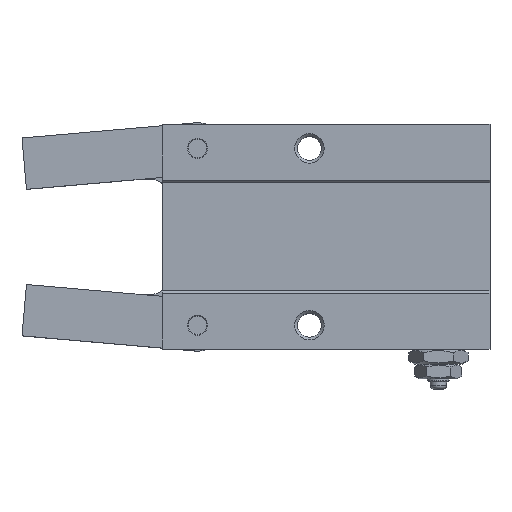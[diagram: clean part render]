
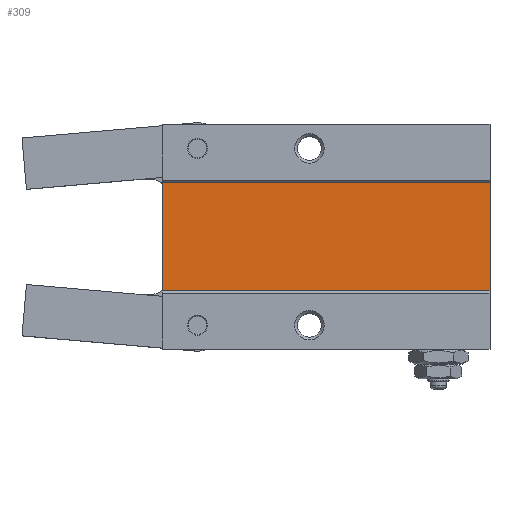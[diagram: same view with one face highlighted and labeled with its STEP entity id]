
A CAD part, top view. The second image highlights one B-rep face of the part: STEP entity #309.
In plain terms, the highlighted planar face has unit normal (0, 0, 1).
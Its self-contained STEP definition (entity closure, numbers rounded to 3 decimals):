
#309 = ADVANCED_FACE( '', ( #536 ), #537, .T. );
#536 = FACE_OUTER_BOUND( '', #1044, .T. );
#537 = PLANE( '', #1045 );
#1044 = EDGE_LOOP( '', ( #1717, #1718, #1719, #1720 ) );
#1045 = AXIS2_PLACEMENT_3D( '', #1721, #1722, #1723 );
#1717 = ORIENTED_EDGE( '', *, *, #2896, .F. );
#1718 = ORIENTED_EDGE( '', *, *, #2897, .F. );
#1719 = ORIENTED_EDGE( '', *, *, #2898, .T. );
#1720 = ORIENTED_EDGE( '', *, *, #2894, .T. );
#1721 = CARTESIAN_POINT( '', ( -44.5, 7.35, 11.45 ) );
#1722 = DIRECTION( '', ( 0., 0., 1. ) );
#1723 = DIRECTION( '', ( 1., 0., 0. ) );
#2894 = EDGE_CURVE( '', #3350, #3348, #3351, .T. );
#2896 = EDGE_CURVE( '', #3353, #3348, #3354, .T. );
#2897 = EDGE_CURVE( '', #3355, #3353, #3356, .T. );
#2898 = EDGE_CURVE( '', #3355, #3350, #3357, .T. );
#3348 = VERTEX_POINT( '', #4211 );
#3350 = VERTEX_POINT( '', #4214 );
#3351 = LINE( '', #4215, #4216 );
#3353 = VERTEX_POINT( '', #4219 );
#3354 = LINE( '', #4220, #4221 );
#3355 = VERTEX_POINT( '', #4222 );
#3356 = LINE( '', #4223, #4224 );
#3357 = LINE( '', #4225, #4226 );
#4211 = CARTESIAN_POINT( '', ( 0., -7.35, 11.45 ) );
#4214 = CARTESIAN_POINT( '', ( -44.5, -7.35, 11.45 ) );
#4215 = CARTESIAN_POINT( '', ( -44.5, -7.35, 11.45 ) );
#4216 = VECTOR( '', #5009, 1000. );
#4219 = CARTESIAN_POINT( '', ( 0., 7.35, 11.45 ) );
#4220 = CARTESIAN_POINT( '', ( 0., 7.35, 11.45 ) );
#4221 = VECTOR( '', #5011, 1000. );
#4222 = CARTESIAN_POINT( '', ( -44.5, 7.35, 11.45 ) );
#4223 = CARTESIAN_POINT( '', ( -44.5, 7.35, 11.45 ) );
#4224 = VECTOR( '', #5012, 1000. );
#4225 = CARTESIAN_POINT( '', ( -44.5, 7.35, 11.45 ) );
#4226 = VECTOR( '', #5013, 1000. );
#5009 = DIRECTION( '', ( 1., 0., 0. ) );
#5011 = DIRECTION( '', ( 0., -1., 0. ) );
#5012 = DIRECTION( '', ( 1., 0., 0. ) );
#5013 = DIRECTION( '', ( 0., -1., 0. ) );
